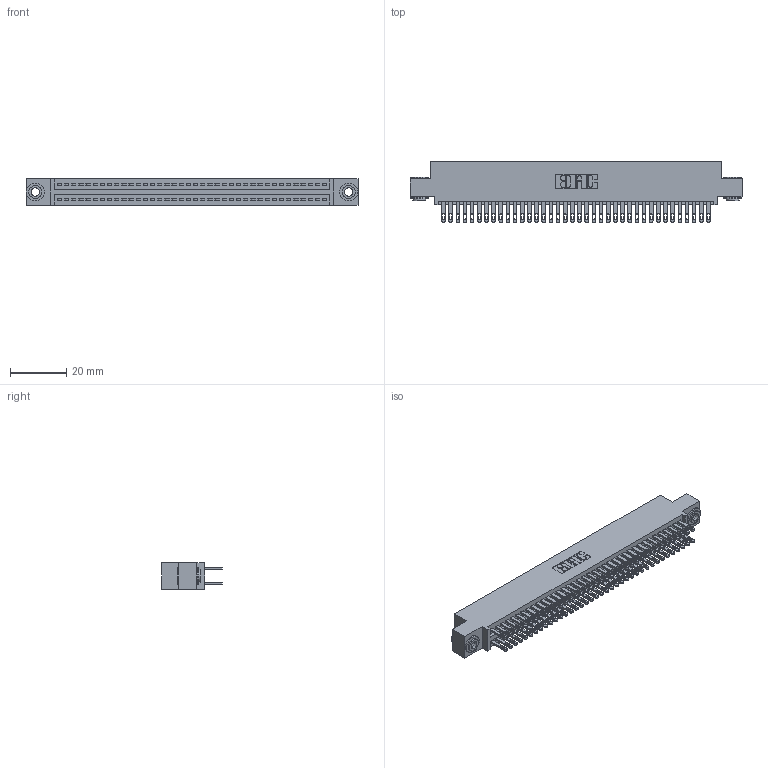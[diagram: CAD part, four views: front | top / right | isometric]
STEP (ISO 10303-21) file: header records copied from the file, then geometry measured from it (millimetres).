
FILE_DESCRIPTION (( 'STEP AP203' ), '1' );
FILE_NAME ('345-076-500-503.STEP', '2018-10-02T14:44:34', ( '' ), ( '' ), 'SwSTEP 2.0', 'SolidWorks 2016', '' );
FILE_SCHEMA (( 'CONFIG_CONTROL_DESIGN' ));
Length unit declared in the file: inch
Products named in the file (4): 345-292-001_345-293-100; 345-250-002_345-250-002-102; 345-076-500-503; 345 Part_0.110 Offset - 0.156 Dia-TH
Assembly tree (79 placements, depth 2):
  345-076-500-503
    345 Part_0.110 Offset - 0.156 Dia-TH
    345-292-001_345-293-100  x76
    345-250-002_345-250-002-102  x2
Bounding box: 117.73 x 21.51 x 9.4 mm (x, y, z)
Volume: 11577.5 mm3; surface area: 18108.8 mm2
Topology: 79 solids, 79 shells, 3664 faces, 11145 edges, 7426 vertices
Faces by surface type: plane 2146, cylinder 1510, cone 8
Entity records: 31066 total; most frequent: CARTESIAN_POINT 5187, ORIENTED_EDGE 5114, DIRECTION 4611, EDGE_CURVE 2557, LINE 2245, VECTOR 2245, VERTEX_POINT 1702, AXIS2_PLACEMENT_3D 1183
